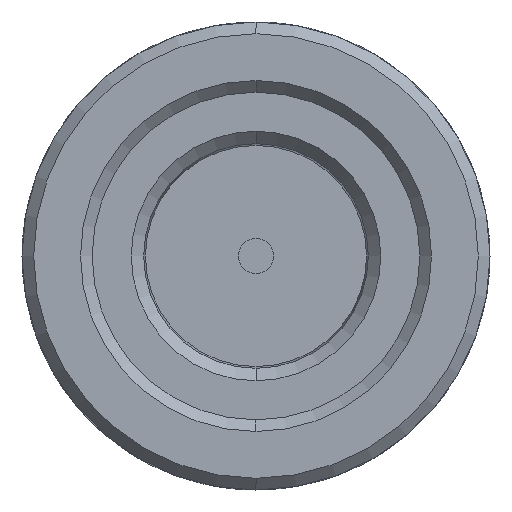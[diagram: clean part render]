
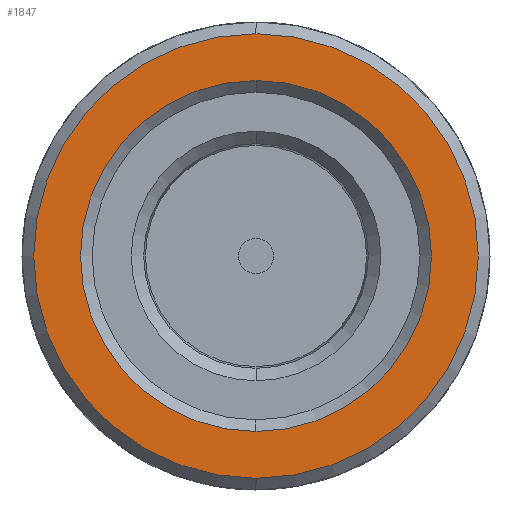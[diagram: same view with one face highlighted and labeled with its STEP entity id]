
A CAD part, left-side view. The second image highlights one B-rep face of the part: STEP entity #1847.
In plain terms, the highlighted planar face has unit normal (-1, 0, 0).
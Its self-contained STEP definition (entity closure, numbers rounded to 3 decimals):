
#9 = AXIS2_PLACEMENT_3D ( 'NONE', #1342, #1352, #1490 ) ;
#10 = CARTESIAN_POINT ( 'NONE',  ( 14.5, 0., 0. ) ) ;
#58 = AXIS2_PLACEMENT_3D ( 'NONE', #504, #395, #1086 ) ;
#176 = DIRECTION ( 'NONE',  ( 1., 0., 0. ) ) ;
#189 = EDGE_CURVE ( 'NONE', #1277, #884, #1482, .T. ) ;
#212 = AXIS2_PLACEMENT_3D ( 'NONE', #1002, #732, #457 ) ;
#356 = FACE_BOUND ( 'NONE', #520, .T. ) ;
#395 = DIRECTION ( 'NONE',  ( 1., 0., 0. ) ) ;
#439 = CARTESIAN_POINT ( 'NONE',  ( 14.5, 0., 19. ) ) ;
#457 = DIRECTION ( 'NONE',  ( 0., 0., -1. ) ) ;
#493 = CIRCLE ( 'NONE', #58, 15. ) ;
#504 = CARTESIAN_POINT ( 'NONE',  ( 14.5, 0., 0. ) ) ;
#520 = EDGE_LOOP ( 'NONE', ( #1214, #1254 ) ) ;
#593 = EDGE_LOOP ( 'NONE', ( #879, #1857 ) ) ;
#607 = DIRECTION ( 'NONE',  ( 0., 0., -1. ) ) ;
#724 = CIRCLE ( 'NONE', #212, 19. ) ;
#732 = DIRECTION ( 'NONE',  ( -1., 0., 0. ) ) ;
#757 = CARTESIAN_POINT ( 'NONE',  ( 14.5, 0., 15. ) ) ;
#879 = ORIENTED_EDGE ( 'NONE', *, *, #189, .T. ) ;
#884 = VERTEX_POINT ( 'NONE', #439 ) ;
#900 = VERTEX_POINT ( 'NONE', #1302 ) ;
#991 = EDGE_CURVE ( 'NONE', #1500, #900, #493, .T. ) ;
#1002 = CARTESIAN_POINT ( 'NONE',  ( 14.5, 0., 0. ) ) ;
#1043 = PLANE ( 'NONE',  #1489 ) ;
#1086 = DIRECTION ( 'NONE',  ( 0., 0., -1. ) ) ;
#1191 = DIRECTION ( 'NONE',  ( 0., 0., -1. ) ) ;
#1214 = ORIENTED_EDGE ( 'NONE', *, *, #991, .T. ) ;
#1254 = ORIENTED_EDGE ( 'NONE', *, *, #1563, .T. ) ;
#1273 = CARTESIAN_POINT ( 'NONE',  ( 14.5, 0., -19. ) ) ;
#1277 = VERTEX_POINT ( 'NONE', #1273 ) ;
#1302 = CARTESIAN_POINT ( 'NONE',  ( 14.5, 0., -15. ) ) ;
#1304 = DIRECTION ( 'NONE',  ( -1., 0., 0. ) ) ;
#1329 = CARTESIAN_POINT ( 'NONE',  ( 14.5, 14., 0. ) ) ;
#1342 = CARTESIAN_POINT ( 'NONE',  ( 14.5, 0., 0. ) ) ;
#1352 = DIRECTION ( 'NONE',  ( 1., 0., 0. ) ) ;
#1356 = EDGE_CURVE ( 'NONE', #884, #1277, #724, .T. ) ;
#1479 = AXIS2_PLACEMENT_3D ( 'NONE', #10, #1304, #607 ) ;
#1482 = CIRCLE ( 'NONE', #1479, 19. ) ;
#1489 = AXIS2_PLACEMENT_3D ( 'NONE', #1329, #176, #1191 ) ;
#1490 = DIRECTION ( 'NONE',  ( 0., 0., -1. ) ) ;
#1500 = VERTEX_POINT ( 'NONE', #757 ) ;
#1546 = FACE_OUTER_BOUND ( 'NONE', #593, .T. ) ;
#1563 = EDGE_CURVE ( 'NONE', #900, #1500, #1613, .T. ) ;
#1613 = CIRCLE ( 'NONE', #9, 15. ) ;
#1847 = ADVANCED_FACE ( 'NONE', ( #356, #1546 ), #1043, .F. ) ;
#1857 = ORIENTED_EDGE ( 'NONE', *, *, #1356, .T. ) ;
